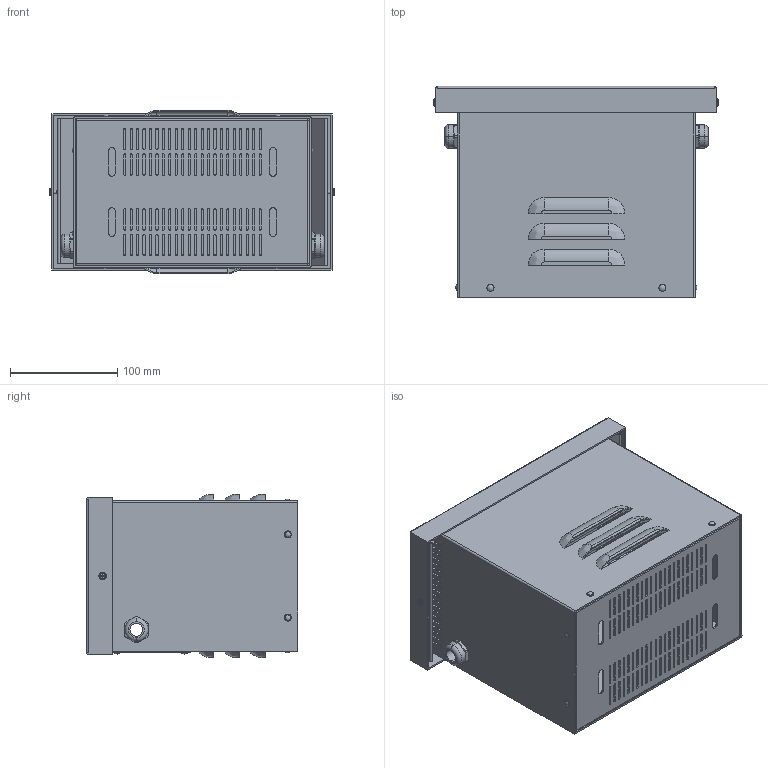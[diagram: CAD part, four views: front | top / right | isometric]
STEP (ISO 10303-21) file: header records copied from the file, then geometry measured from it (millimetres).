
FILE_DESCRIPTION(/* description */ (''),/* implementation_level */ '2;1');
FILE_NAME(/* name */ 'YLQ01505763.stp',/* time_stamp */ '2023-10-23T11:18:10+02:00',/* author */ ('velazquez'),/* organization */ (''),/* preprocessor_version */ 'ST-DEVELOPER v19.2',/* originating_system */ 'Autodesk Inventor 2023',/* authorisation */ '');
FILE_SCHEMA (('AUTOMOTIVE_DESIGN { 1 0 10303 214 3 1 1 }'));
Length unit declared in the file: millimetre
Products named in the file (8): YLQ01505763; CUERPO CAJA 1-2KVA NACIONAL; BASE CAJA 1-2KVA NACIONAL; TAPA SUPERIOR CAJA 1-2KVA NACIONAL; PLACA CARACTERISTICAS; ISO 7045 - M3,5 x 5 - 4.8 - H; 1411173; IFI 521 - 41, TPHSSPMBR
Assembly tree (20 placements, depth 2):
  YLQ01505763
    CUERPO CAJA 1-2KVA NACIONAL
    BASE CAJA 1-2KVA NACIONAL
    TAPA SUPERIOR CAJA 1-2KVA NACIONAL
    IFI 521 - 41, TPHSSPMBR  x12
    PLACA CARACTERISTICAS
    ISO 7045 - M3,5 x 5 - 4.8 - H  x2
    1411173  x2
Bounding box: 266.14 x 196.5 x 152 mm (x, y, z)
Volume: 410531.6 mm3; surface area: 529682.2 mm2
Topology: 20 solids, 20 shells, 1053 faces, 2798 edges, 1797 vertices
Faces by surface type: plane 491, cylinder 420, cone 52, bspline 44, torus 32, sphere 14
Full cylindrical faces by diameter (mm): 3 x4, 3.175 x2, 3.2 x12, 3.5 x2, 4 x24, 18 x2
Entity records: 31251 total; most frequent: CARTESIAN_POINT 6174, DIRECTION 5007, ORIENTED_EDGE 4902, EDGE_CURVE 2451, AXIS2_PLACEMENT_3D 1738, VERTEX_POINT 1577, LINE 1531, VECTOR 1531
